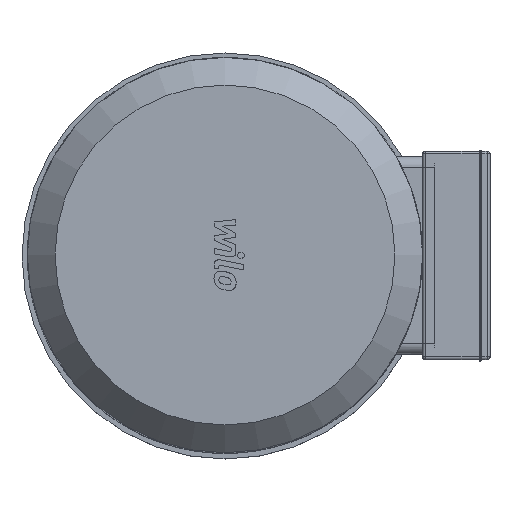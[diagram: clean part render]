
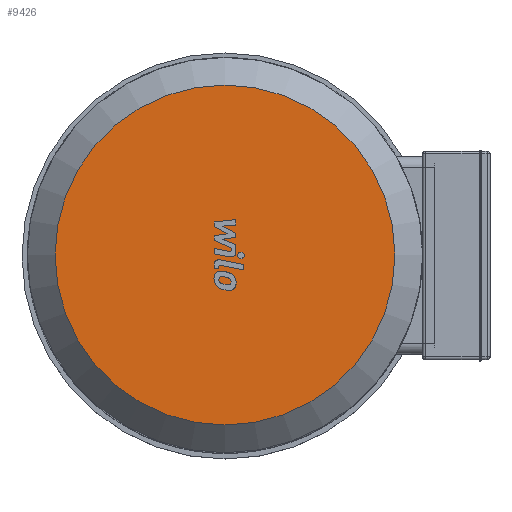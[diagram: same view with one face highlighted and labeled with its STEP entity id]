
A CAD part, top view. The second image highlights one B-rep face of the part: STEP entity #9426.
In plain terms, the highlighted planar face has unit normal (0, 0, 1).
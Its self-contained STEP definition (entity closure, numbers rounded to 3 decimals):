
#2032=PLANE('',#10157);
#2592=FACE_OUTER_BOUND('',#3211,.T.);
#3211=EDGE_LOOP('',(#7345));
#3792=CIRCLE('',#10153,159.05);
#4382=VERTEX_POINT('',#15005);
#5487=EDGE_CURVE('',#4382,#4382,#3792,.T.);
#7345=ORIENTED_EDGE('',*,*,#5487,.F.);
#9426=ADVANCED_FACE('',(#2592),#2032,.F.);
#10153=AXIS2_PLACEMENT_3D('',#15006,#11791,#11792);
#10157=AXIS2_PLACEMENT_3D('',#15012,#11799,#11800);
#11791=DIRECTION('center_axis',(0.,0.,
-1.));
#11792=DIRECTION('ref_axis',(0.,1.,0.));
#11799=DIRECTION('center_axis',(0.,0.,
-1.));
#11800=DIRECTION('ref_axis',(0.,1.,0.));
#15005=CARTESIAN_POINT('',(0.,-159.05,1471.));
#15006=CARTESIAN_POINT('Origin',(0.,0.,1471.));
#15012=CARTESIAN_POINT('Origin',(0.,0.,
1471.));
